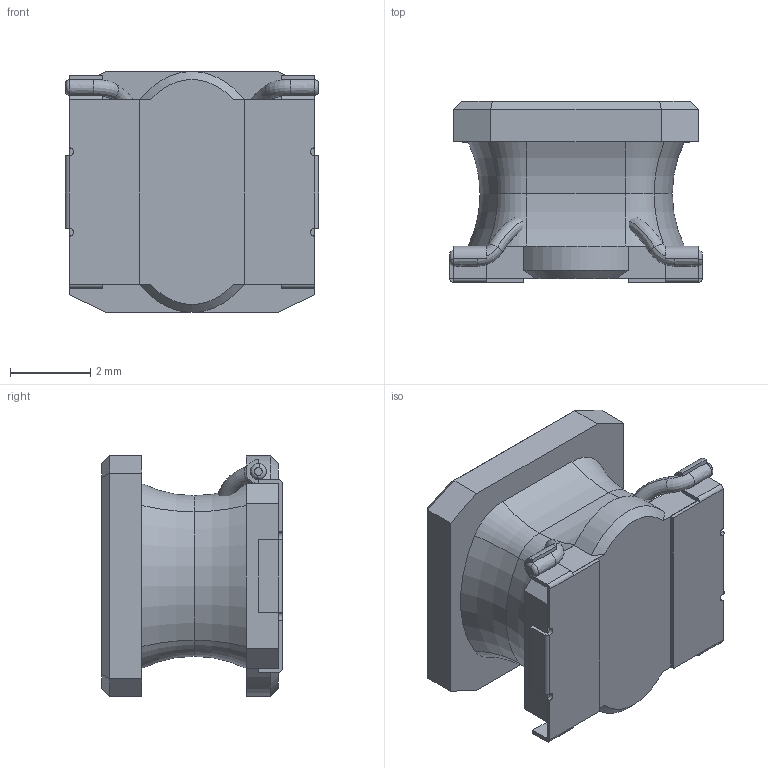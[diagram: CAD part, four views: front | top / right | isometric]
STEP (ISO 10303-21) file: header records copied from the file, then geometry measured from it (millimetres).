
FILE_DESCRIPTION (( 'STEP AP214' ), '1' );
FILE_NAME ('VLS6045EX-100M-H.STEP', '2022-03-02T13:21:42', ( '' ), ( '' ), 'SwSTEP 2.0', 'SolidWorks 2017', '' );
FILE_SCHEMA (( 'AUTOMOTIVE_DESIGN' ));
Length unit declared in the file: millimetre
Products named in the file (1): VLS6045EX-100M-H
Bounding box: 6.3 x 4.5 x 6 mm (x, y, z)
Volume: 110.7 mm3; surface area: 308.9 mm2
Topology: 10 solids, 10 shells, 148 faces, 332 edges, 205 vertices
Faces by surface type: plane 91, cylinder 22, bspline 21, torus 14
Entity records: 5927 total; most frequent: CARTESIAN_POINT 2591, ORIENTED_EDGE 664, DIRECTION 643, EDGE_CURVE 332, AXIS2_PLACEMENT_3D 219, VECTOR 205, VERTEX_POINT 205, LINE 205
